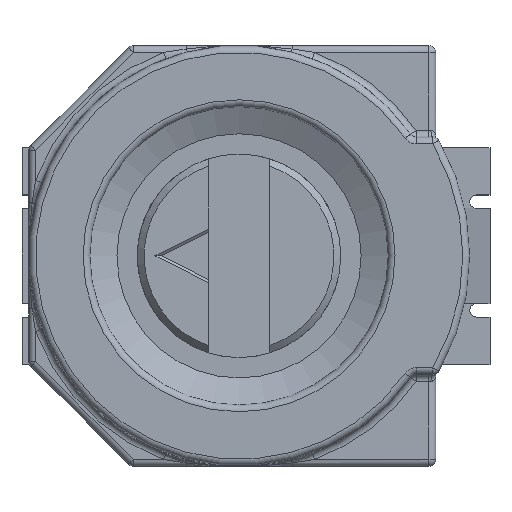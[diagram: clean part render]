
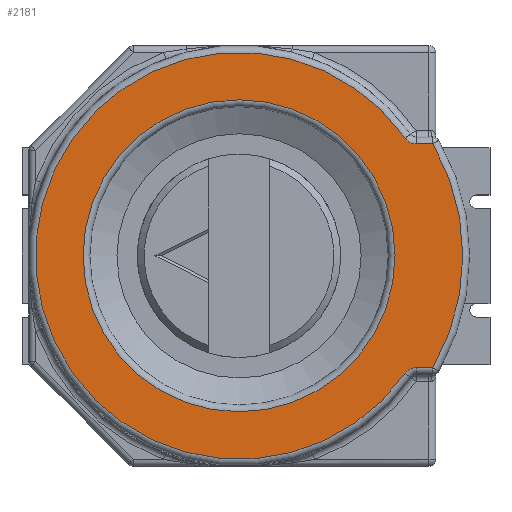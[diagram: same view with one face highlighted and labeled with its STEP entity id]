
A CAD part, top view. The second image highlights one B-rep face of the part: STEP entity #2181.
In plain terms, the highlighted planar face has unit normal (0, 0, 1).
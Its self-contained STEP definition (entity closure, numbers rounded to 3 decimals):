
#21=FACE_BOUND('',#744,.T.);
#111=PLANE('',#2382);
#272=LINE('',#4214,#441);
#273=LINE('',#4218,#442);
#441=VECTOR('',#2894,10.);
#442=VECTOR('',#2897,10.);
#613=FACE_OUTER_BOUND('',#743,.T.);
#743=EDGE_LOOP('',(#1893,#1894,#1895,#1896,#1897,#1898));
#744=EDGE_LOOP('',(#1899));
#853=CIRCLE('',#2379,1.15);
#856=CIRCLE('',#2383,0.1);
#857=CIRCLE('',#2384,1.65);
#858=CIRCLE('',#2385,0.1);
#859=CIRCLE('',#2386,1.5);
#1074=VERTEX_POINT('',#4204);
#1076=VERTEX_POINT('',#4210);
#1077=VERTEX_POINT('',#4211);
#1078=VERTEX_POINT('',#4213);
#1079=VERTEX_POINT('',#4215);
#1080=VERTEX_POINT('',#4217);
#1081=VERTEX_POINT('',#4219);
#1361=EDGE_CURVE('',#1074,#1074,#853,.T.);
#1364=EDGE_CURVE('',#1076,#1077,#856,.T.);
#1365=EDGE_CURVE('',#1078,#1076,#272,.T.);
#1366=EDGE_CURVE('',#1079,#1078,#857,.T.);
#1367=EDGE_CURVE('',#1080,#1079,#273,.T.);
#1368=EDGE_CURVE('',#1081,#1080,#858,.T.);
#1369=EDGE_CURVE('',#1077,#1081,#859,.T.);
#1893=ORIENTED_EDGE('',*,*,#1364,.F.);
#1894=ORIENTED_EDGE('',*,*,#1365,.F.);
#1895=ORIENTED_EDGE('',*,*,#1366,.F.);
#1896=ORIENTED_EDGE('',*,*,#1367,.F.);
#1897=ORIENTED_EDGE('',*,*,#1368,.F.);
#1898=ORIENTED_EDGE('',*,*,#1369,.F.);
#1899=ORIENTED_EDGE('',*,*,#1361,.F.);
#2181=ADVANCED_FACE('',(#613,#21),#111,.T.);
#2379=AXIS2_PLACEMENT_3D('',#4205,#2884,#2885);
#2382=AXIS2_PLACEMENT_3D('',#4209,#2890,#2891);
#2383=AXIS2_PLACEMENT_3D('',#4212,#2892,#2893);
#2384=AXIS2_PLACEMENT_3D('',#4216,#2895,#2896);
#2385=AXIS2_PLACEMENT_3D('',#4220,#2898,#2899);
#2386=AXIS2_PLACEMENT_3D('',#4221,#2900,#2901);
#2884=DIRECTION('center_axis',(0.,0.,1.));
#2885=DIRECTION('ref_axis',(-1.,0.,0.));
#2890=DIRECTION('center_axis',(0.,0.,1.));
#2891=DIRECTION('ref_axis',(-1.,0.,0.));
#2892=DIRECTION('center_axis',(0.,0.,1.));
#2893=DIRECTION('ref_axis',(-0.459,0.888,0.));
#2894=DIRECTION('',(-1.,0.,0.));
#2895=DIRECTION('center_axis',(0.,0.,-1.));
#2896=DIRECTION('ref_axis',(1.,0.,0.));
#2897=DIRECTION('',(1.,0.,0.));
#2898=DIRECTION('center_axis',(0.,0.,1.));
#2899=DIRECTION('ref_axis',(-0.459,-0.888,0.));
#2900=DIRECTION('center_axis',(0.,0.,-1.));
#2901=DIRECTION('ref_axis',(-1.,0.,0.));
#4204=CARTESIAN_POINT('',(1.2,0.,1.15));
#4205=CARTESIAN_POINT('Origin',(0.05,0.,1.15));
#4209=CARTESIAN_POINT('Origin',(0.125,0.,1.15));
#4210=CARTESIAN_POINT('',(1.356,-0.825,1.15));
#4211=CARTESIAN_POINT('',(1.274,-0.867,1.15));
#4212=CARTESIAN_POINT('Origin',(1.356,-0.925,1.15));
#4213=CARTESIAN_POINT('',(1.479,-0.825,1.15));
#4214=CARTESIAN_POINT('',(0.727,-0.825,1.15));
#4215=CARTESIAN_POINT('',(1.479,0.825,1.15));
#4216=CARTESIAN_POINT('Origin',(0.05,0.,1.15));
#4217=CARTESIAN_POINT('',(1.356,0.825,1.15));
#4218=CARTESIAN_POINT('',(0.816,0.825,1.15));
#4219=CARTESIAN_POINT('',(1.274,0.867,1.15));
#4220=CARTESIAN_POINT('Origin',(1.356,0.925,1.15));
#4221=CARTESIAN_POINT('Origin',(0.05,0.,1.15));
